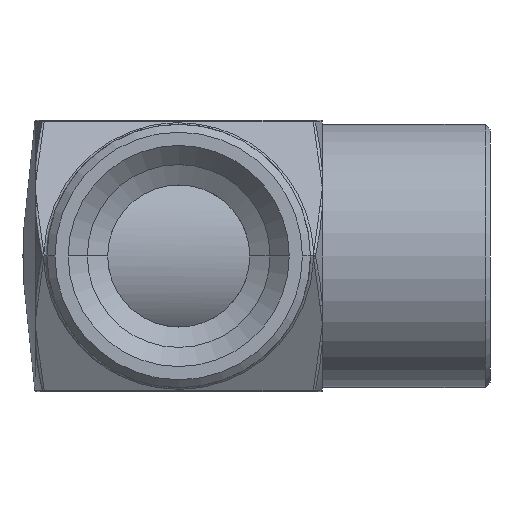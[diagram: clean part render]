
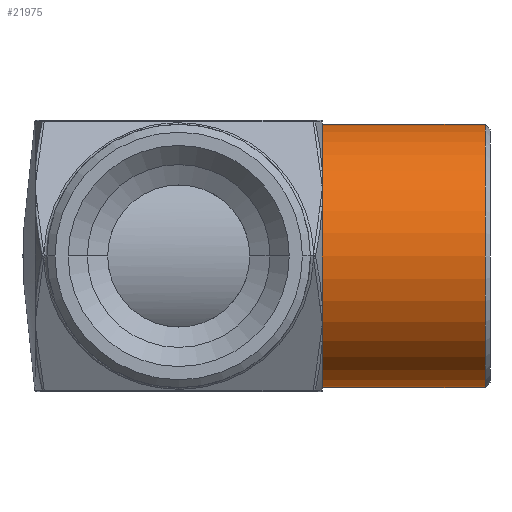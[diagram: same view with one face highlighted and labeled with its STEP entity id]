
A CAD part, front view. The second image highlights one B-rep face of the part: STEP entity #21975.
In plain terms, the highlighted cylindrical face has radius 8.25 mm (diameter 16.5 mm), a partial arc.
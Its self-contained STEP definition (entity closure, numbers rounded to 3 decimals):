
#1337 = DIRECTION ( 'NONE',  ( -1., 0., 0. ) ) ;
#1562 = CARTESIAN_POINT ( 'NONE',  ( 9., 0., -8.25 ) ) ;
#1567 = EDGE_CURVE ( 'NONE', #13525, #25755, #18228, .T. ) ;
#2373 = LINE ( 'NONE', #7019, #26008 ) ;
#2675 = AXIS2_PLACEMENT_3D ( 'NONE', #5450, #1337, #11746 ) ;
#2838 = CIRCLE ( 'NONE', #22083, 8.25 ) ;
#3029 = CARTESIAN_POINT ( 'NONE',  ( 19.2, 0., 8.25 ) ) ;
#4135 = ORIENTED_EDGE ( 'NONE', *, *, #1567, .T. ) ;
#5450 = CARTESIAN_POINT ( 'NONE',  ( 0., 0., 0. ) ) ;
#5815 = CARTESIAN_POINT ( 'NONE',  ( 19.2, 0., 0. ) ) ;
#6325 = ORIENTED_EDGE ( 'NONE', *, *, #16903, .T. ) ;
#7019 = CARTESIAN_POINT ( 'NONE',  ( 0., 0., 8.25 ) ) ;
#7234 = DIRECTION ( 'NONE',  ( -1., 0., 0. ) ) ;
#8074 = DIRECTION ( 'NONE',  ( 0., 0., 1. ) ) ;
#9377 = VERTEX_POINT ( 'NONE', #3029 ) ;
#9475 = ORIENTED_EDGE ( 'NONE', *, *, #20462, .T. ) ;
#9938 = DIRECTION ( 'NONE',  ( -1., 0., 0. ) ) ;
#11330 = DIRECTION ( 'NONE',  ( -1., 0., 0. ) ) ;
#11746 = DIRECTION ( 'NONE',  ( 0., 0., 1. ) ) ;
#13525 = VERTEX_POINT ( 'NONE', #22329 ) ;
#14292 = VECTOR ( 'NONE', #7234, 1000. ) ;
#16253 = DIRECTION ( 'NONE',  ( 0., 0., 1. ) ) ;
#16341 = DIRECTION ( 'NONE',  ( 1., 0., 0. ) ) ;
#16504 = AXIS2_PLACEMENT_3D ( 'NONE', #16679, #16341, #8074 ) ;
#16679 = CARTESIAN_POINT ( 'NONE',  ( 9., 0., 0. ) ) ;
#16903 = EDGE_CURVE ( 'NONE', #9377, #13525, #2373, .T. ) ;
#18228 = CIRCLE ( 'NONE', #16504, 8.25 ) ;
#19986 = VERTEX_POINT ( 'NONE', #21410 ) ;
#20462 = EDGE_CURVE ( 'NONE', #19986, #9377, #2838, .T. ) ;
#21294 = CYLINDRICAL_SURFACE ( 'NONE', #2675, 8.25 ) ;
#21410 = CARTESIAN_POINT ( 'NONE',  ( 19.2, 0., -8.25 ) ) ;
#21775 = LINE ( 'NONE', #23951, #14292 ) ;
#21975 = ADVANCED_FACE ( 'NONE', ( #22275 ), #21294, .T. ) ;
#22083 = AXIS2_PLACEMENT_3D ( 'NONE', #5815, #9938, #16253 ) ;
#22275 = FACE_OUTER_BOUND ( 'NONE', #23533, .T. ) ;
#22329 = CARTESIAN_POINT ( 'NONE',  ( 9., 0., 8.25 ) ) ;
#23201 = ORIENTED_EDGE ( 'NONE', *, *, #24976, .F. ) ;
#23533 = EDGE_LOOP ( 'NONE', ( #23201, #9475, #6325, #4135 ) ) ;
#23951 = CARTESIAN_POINT ( 'NONE',  ( 0., 0., -8.25 ) ) ;
#24976 = EDGE_CURVE ( 'NONE', #19986, #25755, #21775, .T. ) ;
#25755 = VERTEX_POINT ( 'NONE', #1562 ) ;
#26008 = VECTOR ( 'NONE', #11330, 1000. ) ;
